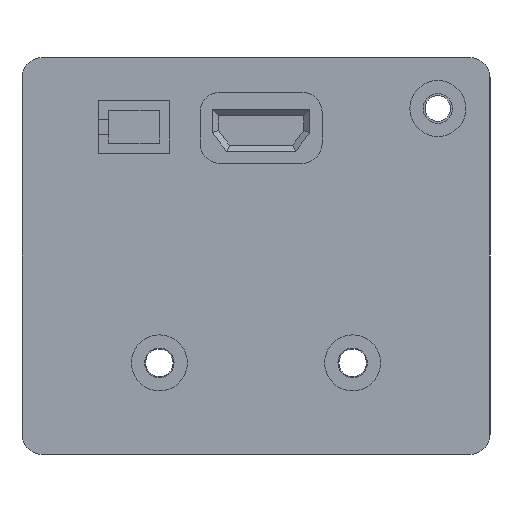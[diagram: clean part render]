
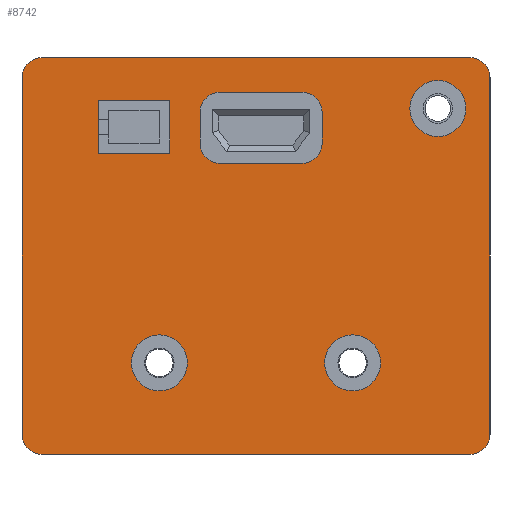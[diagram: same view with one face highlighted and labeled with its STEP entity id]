
A CAD part, left-side view. The second image highlights one B-rep face of the part: STEP entity #8742.
In plain terms, the highlighted planar face has unit normal (-1, 0, 0).
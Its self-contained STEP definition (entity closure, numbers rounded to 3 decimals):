
#532=FACE_BOUND('',#1553,.T.);
#533=FACE_BOUND('',#1554,.T.);
#534=FACE_BOUND('',#1555,.T.);
#535=FACE_BOUND('',#1556,.T.);
#536=FACE_BOUND('',#1557,.T.);
#1007=FACE_OUTER_BOUND('',#1552,.T.);
#1552=EDGE_LOOP('',(#7973,#7974,#7975,#7976,#7977,#7978,#7979,#7980));
#1553=EDGE_LOOP('',(#7981,#7982,#7983,#7984));
#1554=EDGE_LOOP('',(#7985,#7986,#7987,#7988,#7989,#7990,#7991,#7992));
#1555=EDGE_LOOP('',(#7993));
#1556=EDGE_LOOP('',(#7994));
#1557=EDGE_LOOP('',(#7995));
#2364=LINE('',#14644,#3224);
#2370=LINE('',#14659,#3230);
#2372=LINE('',#14665,#3232);
#2390=LINE('',#14702,#3250);
#2392=LINE('',#14706,#3252);
#2394=LINE('',#14710,#3254);
#2396=LINE('',#14713,#3256);
#2397=LINE('',#14717,#3257);
#2401=LINE('',#14726,#3261);
#2404=LINE('',#14734,#3264);
#2407=LINE('',#14742,#3267);
#2417=LINE('',#14787,#3277);
#3224=VECTOR('',#11106,10.);
#3230=VECTOR('',#11122,10.);
#3232=VECTOR('',#11130,10.);
#3250=VECTOR('',#11166,10.);
#3252=VECTOR('',#11170,10.);
#3254=VECTOR('',#11174,10.);
#3256=VECTOR('',#11178,10.);
#3257=VECTOR('',#11181,10.);
#3261=VECTOR('',#11191,10.);
#3264=VECTOR('',#11200,10.);
#3267=VECTOR('',#11209,10.);
#3277=VECTOR('',#11271,10.);
#3427=CIRCLE('',#9267,2.);
#3432=CIRCLE('',#9275,2.);
#3433=CIRCLE('',#9277,2.);
#3434=CIRCLE('',#9280,2.);
#3435=CIRCLE('',#9296,2.);
#3436=CIRCLE('',#9299,2.);
#3437=CIRCLE('',#9302,2.);
#3438=CIRCLE('',#9305,2.);
#3441=CIRCLE('',#9311,2.75);
#3444=CIRCLE('',#9317,2.75);
#3447=CIRCLE('',#9323,2.75);
#4213=VERTEX_POINT('',#14618);
#4214=VERTEX_POINT('',#14619);
#4223=VERTEX_POINT('',#14643);
#4224=VERTEX_POINT('',#14647);
#4225=VERTEX_POINT('',#14651);
#4226=VERTEX_POINT('',#14652);
#4227=VERTEX_POINT('',#14657);
#4228=VERTEX_POINT('',#14661);
#4237=VERTEX_POINT('',#14699);
#4238=VERTEX_POINT('',#14701);
#4239=VERTEX_POINT('',#14705);
#4240=VERTEX_POINT('',#14709);
#4241=VERTEX_POINT('',#14715);
#4242=VERTEX_POINT('',#14716);
#4243=VERTEX_POINT('',#14721);
#4244=VERTEX_POINT('',#14725);
#4245=VERTEX_POINT('',#14729);
#4246=VERTEX_POINT('',#14733);
#4247=VERTEX_POINT('',#14737);
#4248=VERTEX_POINT('',#14741);
#4251=VERTEX_POINT('',#14754);
#4254=VERTEX_POINT('',#14765);
#4257=VERTEX_POINT('',#14776);
#5421=EDGE_CURVE('',#4213,#4214,#3427,.T.);
#5434=EDGE_CURVE('',#4223,#4214,#2364,.T.);
#5436=EDGE_CURVE('',#4223,#4224,#3432,.T.);
#5438=EDGE_CURVE('',#4225,#4226,#3433,.T.);
#5442=EDGE_CURVE('',#4225,#4227,#2370,.T.);
#5443=EDGE_CURVE('',#4228,#4227,#3434,.T.);
#5445=EDGE_CURVE('',#4228,#4224,#2372,.T.);
#5463=EDGE_CURVE('',#4238,#4237,#2390,.T.);
#5465=EDGE_CURVE('',#4239,#4238,#2392,.T.);
#5467=EDGE_CURVE('',#4240,#4239,#2394,.T.);
#5469=EDGE_CURVE('',#4237,#4240,#2396,.T.);
#5470=EDGE_CURVE('',#4241,#4242,#2397,.T.);
#5473=EDGE_CURVE('',#4243,#4241,#3435,.T.);
#5475=EDGE_CURVE('',#4244,#4243,#2401,.T.);
#5477=EDGE_CURVE('',#4245,#4244,#3436,.T.);
#5479=EDGE_CURVE('',#4246,#4245,#2404,.T.);
#5481=EDGE_CURVE('',#4247,#4246,#3437,.T.);
#5483=EDGE_CURVE('',#4248,#4247,#2407,.T.);
#5485=EDGE_CURVE('',#4242,#4248,#3438,.T.);
#5489=EDGE_CURVE('',#4251,#4251,#3441,.T.);
#5494=EDGE_CURVE('',#4254,#4254,#3444,.T.);
#5499=EDGE_CURVE('',#4257,#4257,#3447,.T.);
#5503=EDGE_CURVE('',#4213,#4226,#2417,.T.);
#7973=ORIENTED_EDGE('',*,*,#5421,.F.);
#7974=ORIENTED_EDGE('',*,*,#5503,.T.);
#7975=ORIENTED_EDGE('',*,*,#5438,.F.);
#7976=ORIENTED_EDGE('',*,*,#5442,.T.);
#7977=ORIENTED_EDGE('',*,*,#5443,.F.);
#7978=ORIENTED_EDGE('',*,*,#5445,.T.);
#7979=ORIENTED_EDGE('',*,*,#5436,.F.);
#7980=ORIENTED_EDGE('',*,*,#5434,.T.);
#7981=ORIENTED_EDGE('',*,*,#5463,.T.);
#7982=ORIENTED_EDGE('',*,*,#5469,.T.);
#7983=ORIENTED_EDGE('',*,*,#5467,.T.);
#7984=ORIENTED_EDGE('',*,*,#5465,.T.);
#7985=ORIENTED_EDGE('',*,*,#5470,.T.);
#7986=ORIENTED_EDGE('',*,*,#5485,.T.);
#7987=ORIENTED_EDGE('',*,*,#5483,.T.);
#7988=ORIENTED_EDGE('',*,*,#5481,.T.);
#7989=ORIENTED_EDGE('',*,*,#5479,.T.);
#7990=ORIENTED_EDGE('',*,*,#5477,.T.);
#7991=ORIENTED_EDGE('',*,*,#5475,.T.);
#7992=ORIENTED_EDGE('',*,*,#5473,.T.);
#7993=ORIENTED_EDGE('',*,*,#5489,.T.);
#7994=ORIENTED_EDGE('',*,*,#5494,.T.);
#7995=ORIENTED_EDGE('',*,*,#5499,.T.);
#8271=PLANE('',#9330);
#8742=ADVANCED_FACE('',(#1007,#532,#533,#534,#535,#536),#8271,.T.);
#9267=AXIS2_PLACEMENT_3D('',#14620,#11084,#11085);
#9275=AXIS2_PLACEMENT_3D('',#14648,#11110,#11111);
#9277=AXIS2_PLACEMENT_3D('',#14653,#11115,#11116);
#9280=AXIS2_PLACEMENT_3D('',#14662,#11125,#11126);
#9296=AXIS2_PLACEMENT_3D('',#14722,#11186,#11187);
#9299=AXIS2_PLACEMENT_3D('',#14730,#11195,#11196);
#9302=AXIS2_PLACEMENT_3D('',#14738,#11204,#11205);
#9305=AXIS2_PLACEMENT_3D('',#14745,#11213,#11214);
#9311=AXIS2_PLACEMENT_3D('',#14755,#11226,#11227);
#9317=AXIS2_PLACEMENT_3D('',#14766,#11240,#11241);
#9323=AXIS2_PLACEMENT_3D('',#14777,#11254,#11255);
#9330=AXIS2_PLACEMENT_3D('',#14788,#11272,#11273);
#11084=DIRECTION('center_axis',(1.,0.,0.));
#11085=DIRECTION('ref_axis',(0.,-0.707,-0.707));
#11106=DIRECTION('',(0.,-1.,0.));
#11110=DIRECTION('center_axis',(1.,0.,0.));
#11111=DIRECTION('ref_axis',(0.,0.707,-0.707));
#11115=DIRECTION('center_axis',(1.,0.,0.));
#11116=DIRECTION('ref_axis',(0.,-0.707,0.707));
#11122=DIRECTION('',(0.,1.,0.));
#11125=DIRECTION('center_axis',(1.,0.,0.));
#11126=DIRECTION('ref_axis',(0.,0.707,0.707));
#11130=DIRECTION('',(0.,0.,-1.));
#11166=DIRECTION('',(0.,0.,1.));
#11170=DIRECTION('',(0.,1.,0.));
#11174=DIRECTION('',(0.,0.,-1.));
#11178=DIRECTION('',(0.,-1.,0.));
#11181=DIRECTION('',(0.,0.,1.));
#11186=DIRECTION('center_axis',(1.,0.,0.));
#11187=DIRECTION('ref_axis',(0.,1.,0.));
#11191=DIRECTION('',(0.,1.,0.));
#11195=DIRECTION('center_axis',(1.,0.,0.));
#11196=DIRECTION('ref_axis',(0.,0.,-1.));
#11200=DIRECTION('',(0.,0.,-1.));
#11204=DIRECTION('center_axis',(1.,0.,0.));
#11205=DIRECTION('ref_axis',(0.,-1.,0.));
#11209=DIRECTION('',(0.,-1.,0.));
#11213=DIRECTION('center_axis',(1.,0.,0.));
#11214=DIRECTION('ref_axis',(0.,0.,1.));
#11226=DIRECTION('center_axis',(1.,0.,0.));
#11227=DIRECTION('ref_axis',(0.,-1.,0.));
#11240=DIRECTION('center_axis',(1.,0.,0.));
#11241=DIRECTION('ref_axis',(0.,-1.,0.));
#11254=DIRECTION('center_axis',(1.,0.,0.));
#11255=DIRECTION('ref_axis',(0.,-1.,0.));
#11271=DIRECTION('',(0.,0.,1.));
#11272=DIRECTION('center_axis',(-1.,0.,0.));
#11273=DIRECTION('ref_axis',(0.,0.,1.));
#14618=CARTESIAN_POINT('',(-4.,-11.5,-27.));
#14619=CARTESIAN_POINT('',(-4.,-9.5,-29.));
#14620=CARTESIAN_POINT('Origin',(-4.,-9.5,-27.));
#14643=CARTESIAN_POINT('',(-4.,32.5,-29.));
#14644=CARTESIAN_POINT('',(-4.,23.,-29.));
#14647=CARTESIAN_POINT('',(-4.,34.5,-27.));
#14648=CARTESIAN_POINT('Origin',(-4.,32.5,-27.));
#14651=CARTESIAN_POINT('',(-4.,-9.5,10.));
#14652=CARTESIAN_POINT('',(-4.,-11.5,8.));
#14653=CARTESIAN_POINT('Origin',(-4.,-9.5,8.));
#14657=CARTESIAN_POINT('',(-4.,32.5,10.));
#14659=CARTESIAN_POINT('',(-4.,0.,10.));
#14661=CARTESIAN_POINT('',(-4.,34.5,8.));
#14662=CARTESIAN_POINT('Origin',(-4.,32.5,8.));
#14665=CARTESIAN_POINT('',(-4.,34.5,0.25));
#14699=CARTESIAN_POINT('',(-4.,27.,5.8));
#14701=CARTESIAN_POINT('',(-4.,27.,0.6));
#14702=CARTESIAN_POINT('',(-4.,27.,-4.45));
#14705=CARTESIAN_POINT('',(-4.,20.,0.6));
#14706=CARTESIAN_POINT('',(-4.,15.75,0.6));
#14709=CARTESIAN_POINT('',(-4.,20.,5.8));
#14710=CARTESIAN_POINT('',(-4.,20.,-1.85));
#14713=CARTESIAN_POINT('',(-4.,19.25,5.8));
#14715=CARTESIAN_POINT('',(-4.,17.,1.6));
#14716=CARTESIAN_POINT('',(-4.,17.,4.6));
#14717=CARTESIAN_POINT('',(-4.,17.,-3.95));
#14721=CARTESIAN_POINT('',(-4.,15.,-0.4));
#14722=CARTESIAN_POINT('Origin',(-4.,15.,1.6));
#14725=CARTESIAN_POINT('',(-4.,7.,-0.4));
#14726=CARTESIAN_POINT('',(-4.,9.25,-0.4));
#14729=CARTESIAN_POINT('',(-4.,5.,1.6));
#14730=CARTESIAN_POINT('Origin',(-4.,7.,1.6));
#14733=CARTESIAN_POINT('',(-4.,5.,4.6));
#14734=CARTESIAN_POINT('',(-4.,5.,-2.45));
#14737=CARTESIAN_POINT('',(-4.,7.,6.6));
#14738=CARTESIAN_POINT('Origin',(-4.,7.,4.6));
#14741=CARTESIAN_POINT('',(-4.,15.,6.6));
#14742=CARTESIAN_POINT('',(-4.,13.25,6.6));
#14745=CARTESIAN_POINT('Origin',(-4.,15.,4.6));
#14754=CARTESIAN_POINT('',(-4.,4.75,-20.));
#14755=CARTESIAN_POINT('Origin',(-4.,2.,-20.));
#14765=CARTESIAN_POINT('',(-4.,23.75,-20.));
#14766=CARTESIAN_POINT('Origin',(-4.,21.,-20.));
#14776=CARTESIAN_POINT('',(-4.,-3.618,5.));
#14777=CARTESIAN_POINT('Origin',(-4.,-6.368,5.));
#14787=CARTESIAN_POINT('',(-4.,-11.5,-19.25));
#14788=CARTESIAN_POINT('Origin',(-4.,11.5,-9.5));
